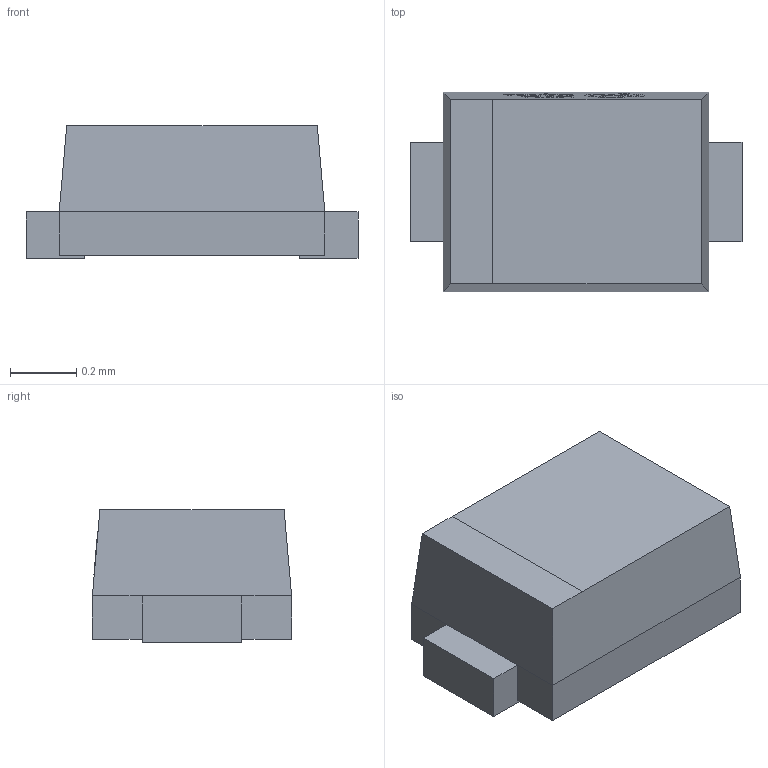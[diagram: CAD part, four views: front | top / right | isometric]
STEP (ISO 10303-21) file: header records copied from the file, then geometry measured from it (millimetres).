
FILE_DESCRIPTION (( 'STEP AP214' ), '1' );
FILE_NAME ('SOD-923_L0.8-W0.6-LS1.0-RD-1.step', '2022-07-29T07:54:05', ( '' ), ( '' ), 'SwSTEP 2.0', 'SolidWorks 2020', '' );
FILE_SCHEMA (( 'AUTOMOTIVE_DESIGN' ));
Length unit declared in the file: millimetre
Products named in the file (1): SOD-923_L0.8-W0.6-LS1.0-RD-1
Bounding box: 1 x 0.6 x 0.4 mm (x, y, z)
Volume: 0.2 mm3; surface area: 2.2 mm2
Topology: 1 solids, 1 shells, 249 faces, 676 edges, 448 vertices
Faces by surface type: plane 151, bspline 98
Entity records: 11051 total; most frequent: CARTESIAN_POINT 2680, ORIENTED_EDGE 1352, DIRECTION 780, EDGE_CURVE 676, VECTOR 476, LINE 476, VERTEX_POINT 448, EDGE_LOOP 268
